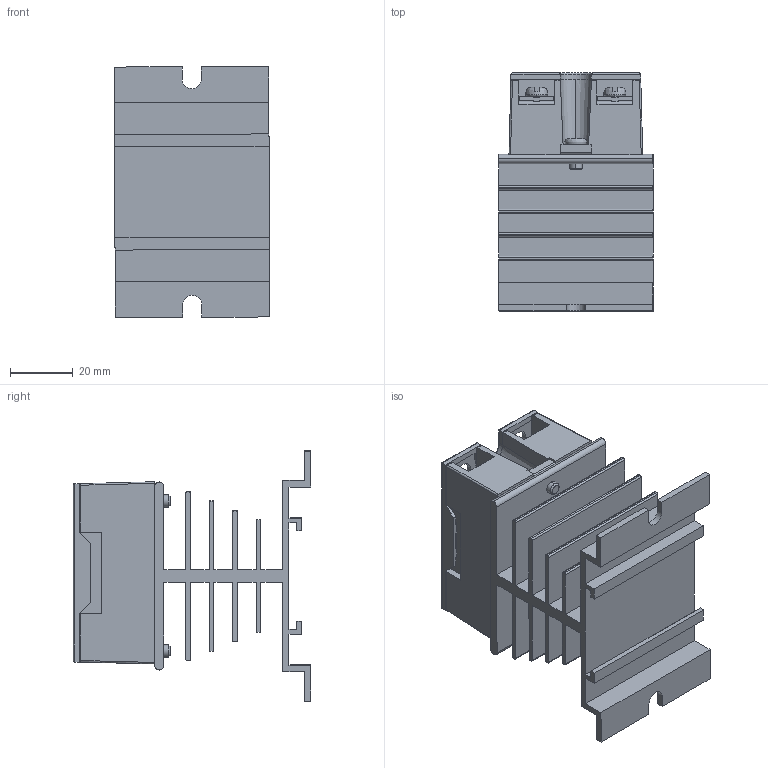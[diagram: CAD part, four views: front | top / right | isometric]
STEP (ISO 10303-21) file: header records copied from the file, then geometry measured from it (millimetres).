
FILE_DESCRIPTION (( 'STEP AP203' ), '1' );
FILE_NAME ('SE1206.Uxcell.SSR-25.A02.Final.Assembly.with.Heat.Sink.STEP', '2016-06-12T02:54:07', ( '' ), ( '' ), 'SwSTEP 2.0', 'SolidWorks 2015', '' );
FILE_SCHEMA (( 'CONFIG_CONTROL_DESIGN' ));
Length unit declared in the file: millimetre
Products named in the file (9): SE1206.Uxcell.SSR-25.B04.Contact.Bolt; SE1206.Uxcell.SSR-25.B03.Metal.Contact; SE1206.Uxcell.SSR-25.B07.Heat.Sink.Bolt; SE1206.Uxcell.SSR-25.B02.Metal.Back.Cover; SE1206.Uxcell.SSR-25.B01.SSR.Body; SE1206.Uxcell.SSR-25.B05.Clear.Front.Cover; SE1206.Uxcell.SSR-25.B06.Heat.Sink; SE1206.Uxcell.SSR-25.A01.Final.Assembly; SE1206.Uxcell.SSR-25.A02.Final.Assembly.with.Heat.Sink
Assembly tree (15 placements, depth 3):
  SE1206.Uxcell.SSR-25.A02.Final.Assembly.with.Heat.Sink
    SE1206.Uxcell.SSR-25.A01.Final.Assembly
      SE1206.Uxcell.SSR-25.B01.SSR.Body
      SE1206.Uxcell.SSR-25.B02.Metal.Back.Cover
      SE1206.Uxcell.SSR-25.B03.Metal.Contact  x4
      SE1206.Uxcell.SSR-25.B04.Contact.Bolt  x4
      SE1206.Uxcell.SSR-25.B05.Clear.Front.Cover
    SE1206.Uxcell.SSR-25.B06.Heat.Sink
    SE1206.Uxcell.SSR-25.B07.Heat.Sink.Bolt  x2
Bounding box: 49.47 x 76 x 80.1 mm (x, y, z)
Volume: 86070 mm3; surface area: 64255.8 mm2
Topology: 14 solids, 14 shells, 675 faces, 1859 edges, 1219 vertices
Faces by surface type: plane 440, cylinder 172, cone 24, torus 23, bspline 12, sphere 4
Entity records: 14732 total; most frequent: CARTESIAN_POINT 2730, ORIENTED_EDGE 2334, DIRECTION 2187, EDGE_CURVE 1167, VECTOR 887, LINE 887, VERTEX_POINT 765, AXIS2_PLACEMENT_3D 650
